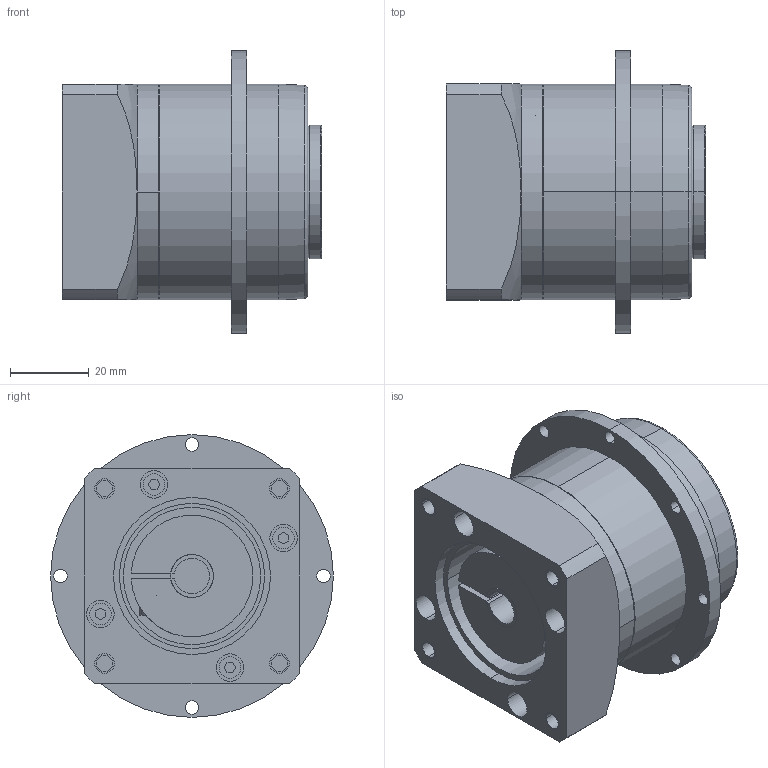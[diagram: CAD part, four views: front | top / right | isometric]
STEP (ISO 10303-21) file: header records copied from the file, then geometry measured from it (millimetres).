
FILE_DESCRIPTION((''),'2;1');
FILE_NAME('MB_PSFN_MASTER','2024-12-13T23:52:29',('agw'),(''),'CREO PARAMETRIC BY PTC INC, 2022124','CREO PARAMETRIC BY PTC INC, 2022124','');
FILE_SCHEMA(('AUTOMOTIVE_DESIGN { 1 0 10303 214 1 1 1 1 }'));
Length unit declared in the file: millimetre
Products named in the file (1): MB_PSFN_MASTER
Bounding box: 66 x 72 x 72 mm (x, y, z)
Volume: 153841.1 mm3; surface area: 32624.4 mm2
Topology: 1 solids, 19 shells, 258 faces, 636 edges, 486 vertices
Faces by surface type: cylinder 131, plane 115, bspline 4, cone 4, torus 4
Entity records: 9900 total; most frequent: CARTESIAN_POINT 1553, DIRECTION 1480, ORIENTED_EDGE 1124, EDGE_CURVE 586, AXIS2_PLACEMENT_3D 568, VERTEX_POINT 386, VECTOR 344, LINE 344
